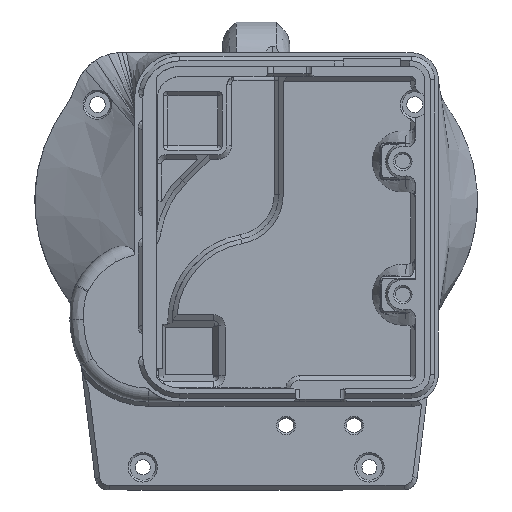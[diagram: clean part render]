
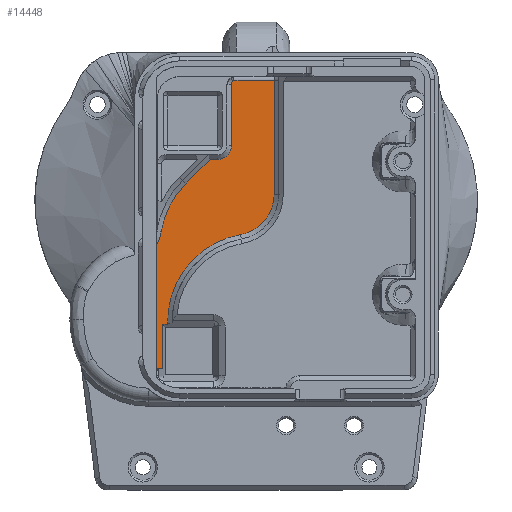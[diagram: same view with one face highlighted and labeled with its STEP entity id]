
A CAD part, top view. The second image highlights one B-rep face of the part: STEP entity #14448.
In plain terms, the highlighted planar face has unit normal (0, 0, 1).
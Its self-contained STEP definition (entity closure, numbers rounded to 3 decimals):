
#300=CIRCLE('',#15339,1.);
#301=CIRCLE('',#15340,3.);
#302=CIRCLE('',#15341,19.);
#303=CIRCLE('',#15342,7.878);
#304=CIRCLE('',#15343,6.);
#305=CIRCLE('',#15344,13.841);
#306=CIRCLE('',#15345,10.841);
#307=CIRCLE('',#15346,0.408);
#308=CIRCLE('',#15347,19.5);
#309=CIRCLE('',#15348,9.);
#567=B_SPLINE_CURVE_WITH_KNOTS('',3,(#20544,#20545,#20546,#20547,#20548,
#20549),.UNSPECIFIED.,.F.,.F.,(4,2,4),(0.059,0.069,
0.098),.UNSPECIFIED.);
#1627=FACE_OUTER_BOUND('',#2452,.T.);
#2452=EDGE_LOOP('',(#10017,#10018,#10019,#10020,#10021,#10022,#10023,#10024,
#10025,#10026,#10027,#10028,#10029,#10030,#10031,#10032,#10033,#10034,#10035));
#3458=LINE('',#20535,#4689);
#3459=LINE('',#20538,#4690);
#3462=LINE('',#20553,#4693);
#3463=LINE('',#20557,#4694);
#3464=LINE('',#20559,#4695);
#3465=LINE('',#20569,#4696);
#3466=LINE('',#20573,#4697);
#3467=LINE('',#20577,#4698);
#4689=VECTOR('',#16477,10.);
#4690=VECTOR('',#16480,10.);
#4693=VECTOR('',#16487,10.);
#4694=VECTOR('',#16490,10.);
#4695=VECTOR('',#16491,10.);
#4696=VECTOR('',#16500,10.);
#4697=VECTOR('',#16503,10.);
#4698=VECTOR('',#16506,10.);
#5946=VERTEX_POINT('',#20477);
#5954=VERTEX_POINT('',#20512);
#5955=VERTEX_POINT('',#20537);
#5957=VERTEX_POINT('',#20543);
#5958=VERTEX_POINT('',#20550);
#5959=VERTEX_POINT('',#20552);
#5960=VERTEX_POINT('',#20554);
#5961=VERTEX_POINT('',#20556);
#5962=VERTEX_POINT('',#20558);
#5963=VERTEX_POINT('',#20560);
#5964=VERTEX_POINT('',#20562);
#5965=VERTEX_POINT('',#20564);
#5966=VERTEX_POINT('',#20566);
#5967=VERTEX_POINT('',#20568);
#5968=VERTEX_POINT('',#20570);
#5969=VERTEX_POINT('',#20572);
#5970=VERTEX_POINT('',#20574);
#5971=VERTEX_POINT('',#20576);
#5972=VERTEX_POINT('',#20578);
#7520=EDGE_CURVE('',#5954,#5946,#3458,.T.);
#7521=EDGE_CURVE('',#5946,#5955,#3459,.T.);
#7524=EDGE_CURVE('',#5957,#5954,#567,.F.);
#7525=EDGE_CURVE('',#5958,#5957,#300,.T.);
#7526=EDGE_CURVE('',#5959,#5958,#3462,.T.);
#7527=EDGE_CURVE('',#5960,#5959,#301,.T.);
#7528=EDGE_CURVE('',#5961,#5960,#3463,.T.);
#7529=EDGE_CURVE('',#5962,#5961,#3464,.T.);
#7530=EDGE_CURVE('',#5963,#5962,#302,.T.);
#7531=EDGE_CURVE('',#5964,#5963,#303,.T.);
#7532=EDGE_CURVE('',#5965,#5964,#304,.T.);
#7533=EDGE_CURVE('',#5966,#5965,#305,.T.);
#7534=EDGE_CURVE('',#5967,#5966,#3465,.T.);
#7535=EDGE_CURVE('',#5968,#5967,#306,.T.);
#7536=EDGE_CURVE('',#5969,#5968,#3466,.T.);
#7537=EDGE_CURVE('',#5970,#5969,#307,.T.);
#7538=EDGE_CURVE('',#5971,#5970,#3467,.T.);
#7539=EDGE_CURVE('',#5972,#5971,#308,.T.);
#7540=EDGE_CURVE('',#5955,#5972,#309,.T.);
#10017=ORIENTED_EDGE('',*,*,#7520,.F.);
#10018=ORIENTED_EDGE('',*,*,#7524,.F.);
#10019=ORIENTED_EDGE('',*,*,#7525,.F.);
#10020=ORIENTED_EDGE('',*,*,#7526,.F.);
#10021=ORIENTED_EDGE('',*,*,#7527,.F.);
#10022=ORIENTED_EDGE('',*,*,#7528,.F.);
#10023=ORIENTED_EDGE('',*,*,#7529,.F.);
#10024=ORIENTED_EDGE('',*,*,#7530,.F.);
#10025=ORIENTED_EDGE('',*,*,#7531,.F.);
#10026=ORIENTED_EDGE('',*,*,#7532,.F.);
#10027=ORIENTED_EDGE('',*,*,#7533,.F.);
#10028=ORIENTED_EDGE('',*,*,#7534,.F.);
#10029=ORIENTED_EDGE('',*,*,#7535,.F.);
#10030=ORIENTED_EDGE('',*,*,#7536,.F.);
#10031=ORIENTED_EDGE('',*,*,#7537,.F.);
#10032=ORIENTED_EDGE('',*,*,#7538,.F.);
#10033=ORIENTED_EDGE('',*,*,#7539,.F.);
#10034=ORIENTED_EDGE('',*,*,#7540,.F.);
#10035=ORIENTED_EDGE('',*,*,#7521,.F.);
#14082=PLANE('',#15338);
#14448=ADVANCED_FACE('',(#1627),#14082,.T.);
#15338=AXIS2_PLACEMENT_3D('',#20542,#16483,#16484);
#15339=AXIS2_PLACEMENT_3D('',#20551,#16485,#16486);
#15340=AXIS2_PLACEMENT_3D('',#20555,#16488,#16489);
#15341=AXIS2_PLACEMENT_3D('',#20561,#16492,#16493);
#15342=AXIS2_PLACEMENT_3D('',#20563,#16494,#16495);
#15343=AXIS2_PLACEMENT_3D('',#20565,#16496,#16497);
#15344=AXIS2_PLACEMENT_3D('',#20567,#16498,#16499);
#15345=AXIS2_PLACEMENT_3D('',#20571,#16501,#16502);
#15346=AXIS2_PLACEMENT_3D('',#20575,#16504,#16505);
#15347=AXIS2_PLACEMENT_3D('',#20579,#16507,#16508);
#15348=AXIS2_PLACEMENT_3D('',#20580,#16509,#16510);
#16477=DIRECTION('',(1.,0.,0.));
#16480=DIRECTION('',(0.,-1.,0.));
#16483=DIRECTION('center_axis',(0.,0.,1.));
#16484=DIRECTION('ref_axis',(-1.,0.,0.));
#16485=DIRECTION('center_axis',(0.,0.,-1.));
#16486=DIRECTION('ref_axis',(-1.,0.,0.));
#16487=DIRECTION('',(0.,1.,0.));
#16488=DIRECTION('center_axis',(0.,0.,1.));
#16489=DIRECTION('ref_axis',(0.,-1.,0.));
#16490=DIRECTION('',(1.,0.,0.));
#16491=DIRECTION('',(0.707,0.707,0.));
#16492=DIRECTION('center_axis',(0.,0.,-1.));
#16493=DIRECTION('ref_axis',(-0.707,0.707,0.));
#16494=DIRECTION('center_axis',(0.,0.,1.));
#16495=DIRECTION('ref_axis',(0.461,-0.888,0.));
#16496=DIRECTION('center_axis',(0.,0.,1.));
#16497=DIRECTION('ref_axis',(0.465,-0.885,0.));
#16498=DIRECTION('center_axis',(0.,0.,-1.));
#16499=DIRECTION('ref_axis',(0.,1.,0.));
#16500=DIRECTION('',(0.,1.,0.));
#16501=DIRECTION('center_axis',(0.,0.,-1.));
#16502=DIRECTION('ref_axis',(-1.,0.,0.));
#16503=DIRECTION('',(0.,-1.,0.));
#16504=DIRECTION('center_axis',(0.,0.,1.));
#16505=DIRECTION('ref_axis',(-1.,0.,0.));
#16506=DIRECTION('',(-1.,0.,0.));
#16507=DIRECTION('center_axis',(0.,0.,1.));
#16508=DIRECTION('ref_axis',(-1.,0.004,0.));
#16509=DIRECTION('center_axis',(0.,0.,-1.));
#16510=DIRECTION('ref_axis',(1.,0.,0.));
#20477=CARTESIAN_POINT('',(4.,25.254,35.986));
#20512=CARTESIAN_POINT('',(-5.1,25.254,35.986));
#20535=CARTESIAN_POINT('',(15.199,25.254,35.986));
#20537=CARTESIAN_POINT('',(4.,0.,35.986));
#20538=CARTESIAN_POINT('',(4.,10.425,35.986));
#20542=CARTESIAN_POINT('Origin',(-0.232,-5.132,35.986));
#20543=CARTESIAN_POINT('',(-5.28,24.908,35.986));
#20544=CARTESIAN_POINT('Ctrl Pts',(-5.1,25.254,35.986));
#20545=CARTESIAN_POINT('Ctrl Pts',(-5.112,25.22,35.986));
#20546=CARTESIAN_POINT('Ctrl Pts',(-5.125,25.188,35.986));
#20547=CARTESIAN_POINT('Ctrl Pts',(-5.177,25.069,35.986));
#20548=CARTESIAN_POINT('Ctrl Pts',(-5.224,24.984,35.986));
#20549=CARTESIAN_POINT('Ctrl Pts',(-5.28,24.908,35.986));
#20550=CARTESIAN_POINT('',(-5.475,24.316,35.986));
#20551=CARTESIAN_POINT('Origin',(-4.475,24.316,35.986));
#20552=CARTESIAN_POINT('',(-5.475,10.775,35.986));
#20553=CARTESIAN_POINT('',(-5.475,8.321,35.986));
#20554=CARTESIAN_POINT('',(-8.475,7.775,35.986));
#20555=CARTESIAN_POINT('Origin',(-8.475,10.775,35.986));
#20556=CARTESIAN_POINT('',(-10.124,7.775,35.986));
#20557=CARTESIAN_POINT('',(-4.353,7.775,35.986));
#20558=CARTESIAN_POINT('',(-15.591,2.308,35.986));
#20559=CARTESIAN_POINT('',(-12.396,5.503,35.986));
#20560=CARTESIAN_POINT('',(-20.937,-8.256,35.986));
#20561=CARTESIAN_POINT('Origin',(-2.156,-11.127,35.986));
#20562=CARTESIAN_POINT('',(-23.162,-12.644,35.986));
#20563=CARTESIAN_POINT('Origin',(-28.725,-7.065,35.986));
#20564=CARTESIAN_POINT('',(-26.309,-14.295,35.986));
#20565=CARTESIAN_POINT('Origin',(-27.399,-8.395,35.986));
#20566=CARTESIAN_POINT('',(-34.635,-19.3,35.986));
#20567=CARTESIAN_POINT('Origin',(-23.794,-27.905,35.986));
#20568=CARTESIAN_POINT('',(-34.635,-27.905,35.986));
#20569=CARTESIAN_POINT('',(-34.635,-27.905,35.986));
#20570=CARTESIAN_POINT('',(-20.755,-38.311,35.986));
#20571=CARTESIAN_POINT('Origin',(-23.794,-27.905,35.986));
#20572=CARTESIAN_POINT('',(-20.755,-29.018,35.986));
#20573=CARTESIAN_POINT('',(-20.755,-17.075,35.986));
#20574=CARTESIAN_POINT('',(-20.347,-28.61,35.986));
#20575=CARTESIAN_POINT('Origin',(-20.347,-29.018,35.986));
#20576=CARTESIAN_POINT('',(-19.507,-28.61,35.986));
#20577=CARTESIAN_POINT('',(-4.79,-28.61,35.986));
#20578=CARTESIAN_POINT('',(-3.426,-8.861,35.986));
#20579=CARTESIAN_POINT('Origin',(-0.014,-28.061,
35.986));
#20580=CARTESIAN_POINT('Origin',(-5.,0.,35.986));
